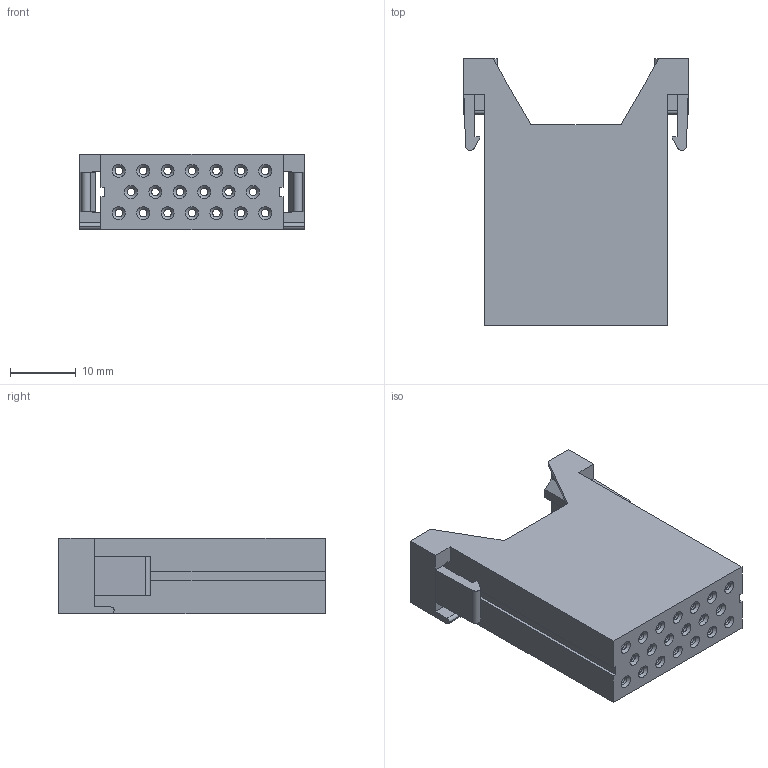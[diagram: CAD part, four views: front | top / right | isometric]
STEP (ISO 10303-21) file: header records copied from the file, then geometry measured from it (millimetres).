
FILE_DESCRIPTION(/* description */ (''),/* implementation_level */ '2;1');
FILE_NAME(/* name */ 'C146_B20_001_G8.stp',/* time_stamp */ '2018-02-20T10:25:25+01:00',/* author */ (''),/* organization */ (''),/* preprocessor_version */ 'ST-DEVELOPER v16',/* originating_system */ 'SIEMENS PLM Software NX 11.0',/* authorisation */ '');
FILE_SCHEMA (('AP203_CONFIGURATION_CONTROLLED_3D_DESIGN_OF_MECHANICAL_PARTS_AND_ASSEMBLIES_MIM_LF { 1 0 10303 403 2 1 2}'));
Length unit declared in the file: millimetre
Products named in the file (1): c146 b20 001 g8nxm001-04
Bounding box: 34 x 40.4 x 11.4 mm (x, y, z)
Volume: 5997.5 mm3; surface area: 7623.1 mm2
Topology: 1 solids, 1 shells, 328 faces, 859 edges, 571 vertices
Faces by surface type: plane 212, cone 60, cylinder 56
Full cylindrical faces by diameter (mm): 1.15 x20, 1.95 x20
Entity records: 11538 total; most frequent: CARTESIAN_POINT 1737, DIRECTION 1578, ORIENTED_EDGE 1456, EDGE_CURVE 728, AXIS2_PLACEMENT_3D 601, VERTEX_POINT 520, EDGE_LOOP 490, LINE 376
